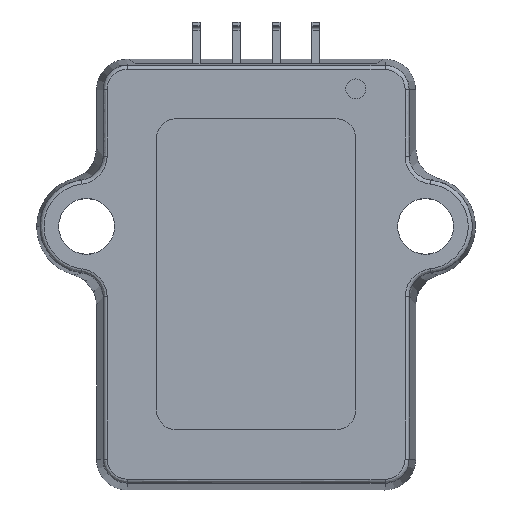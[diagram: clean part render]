
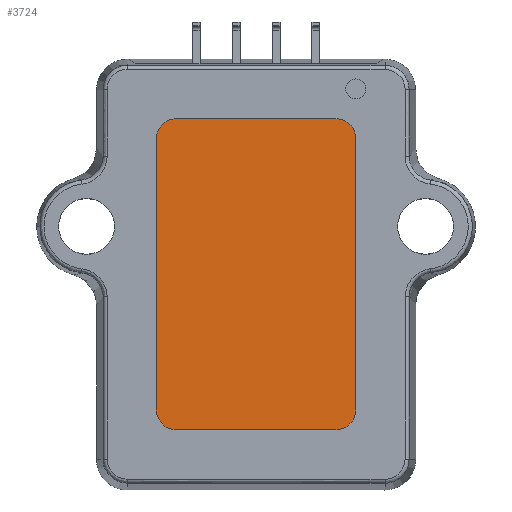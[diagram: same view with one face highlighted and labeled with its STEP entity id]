
A CAD part, top view. The second image highlights one B-rep face of the part: STEP entity #3724.
In plain terms, the highlighted planar face has unit normal (0, 0, 1).
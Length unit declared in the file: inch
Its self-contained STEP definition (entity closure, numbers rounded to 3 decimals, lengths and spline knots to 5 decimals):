
#359 = CARTESIAN_POINT ( 'NONE',  ( 2.21277, 1.34217, 0.895 ) ) ;
#479 = EDGE_CURVE ( 'NONE', #13600, #4468, #4524, .T. ) ;
#944 = EDGE_CURVE ( 'NONE', #4611, #7630, #5353, .T. ) ;
#967 = CARTESIAN_POINT ( 'NONE',  ( 1.76277, 2.07217, 0.895 ) ) ;
#1108 = AXIS2_PLACEMENT_3D ( 'NONE', #9051, #3767, #12592 ) ;
#1268 = CARTESIAN_POINT ( 'NONE',  ( 2.21277, 1.34217, 0.895 ) ) ;
#1521 = ORIENTED_EDGE ( 'NONE', *, *, #10690, .T. ) ;
#1726 = DIRECTION ( 'NONE',  ( 0., 1., 0. ) ) ;
#1794 = CIRCLE ( 'NONE', #8017, 0.05 ) ;
#1901 = LINE ( 'NONE', #2974, #10665 ) ;
#1943 = VECTOR ( 'NONE', #1726, 39.37008 ) ;
#2658 = CARTESIAN_POINT ( 'NONE',  ( 1.76277, 1.34217, 0.895 ) ) ;
#2974 = CARTESIAN_POINT ( 'NONE',  ( 1.76277, 2.07217, 0.895 ) ) ;
#3393 = LINE ( 'NONE', #5843, #9078 ) ;
#3466 = ORIENTED_EDGE ( 'NONE', *, *, #5554, .T. ) ;
#3561 = ORIENTED_EDGE ( 'NONE', *, *, #4990, .T. ) ;
#3724 = ADVANCED_FACE ( 'NONE', ( #4868 ), #12677, .T. ) ;
#3767 = DIRECTION ( 'NONE',  ( 0., 0., 1. ) ) ;
#3800 = ORIENTED_EDGE ( 'NONE', *, *, #6351, .T. ) ;
#3803 = DIRECTION ( 'NONE',  ( 0., 0., 1. ) ) ;
#3813 = DIRECTION ( 'NONE',  ( 0., 0., 1. ) ) ;
#3859 = DIRECTION ( 'NONE',  ( 1., 0., 0. ) ) ;
#4004 = DIRECTION ( 'NONE',  ( -1., 0., 0. ) ) ;
#4029 = VERTEX_POINT ( 'NONE', #967 ) ;
#4034 = VERTEX_POINT ( 'NONE', #5364 ) ;
#4438 = EDGE_LOOP ( 'NONE', ( #1521, #13718, #3561, #3800, #13557, #6246, #3466, #8610 ) ) ;
#4468 = VERTEX_POINT ( 'NONE', #6194 ) ;
#4524 = CIRCLE ( 'NONE', #11448, 0.05 ) ;
#4611 = VERTEX_POINT ( 'NONE', #12282 ) ;
#4868 = FACE_OUTER_BOUND ( 'NONE', #4438, .T. ) ;
#4900 = LINE ( 'NONE', #359, #1943 ) ;
#4990 = EDGE_CURVE ( 'NONE', #9183, #13401, #3393, .T. ) ;
#5353 = CIRCLE ( 'NONE', #9035, 0.05 ) ;
#5364 = CARTESIAN_POINT ( 'NONE',  ( 1.76277, 1.29217, 0.895 ) ) ;
#5554 = EDGE_CURVE ( 'NONE', #7630, #13600, #4900, .T. ) ;
#5621 = DIRECTION ( 'NONE',  ( 0., -1., 0. ) ) ;
#5839 = CARTESIAN_POINT ( 'NONE',  ( 2.16277, 1.34217, 0.895 ) ) ;
#5843 = CARTESIAN_POINT ( 'NONE',  ( 1.71277, 1.34217, 0.895 ) ) ;
#6194 = CARTESIAN_POINT ( 'NONE',  ( 2.16277, 2.07217, 0.895 ) ) ;
#6246 = ORIENTED_EDGE ( 'NONE', *, *, #944, .T. ) ;
#6351 = EDGE_CURVE ( 'NONE', #13401, #4034, #1794, .T. ) ;
#6956 = DIRECTION ( 'NONE',  ( -1., 0., 0. ) ) ;
#6968 = DIRECTION ( 'NONE',  ( -1., 0., 0. ) ) ;
#7090 = DIRECTION ( 'NONE',  ( -1., 0., 0. ) ) ;
#7489 = CARTESIAN_POINT ( 'NONE',  ( 1.71277, 1.34217, 0.895 ) ) ;
#7504 = CARTESIAN_POINT ( 'NONE',  ( 1.71277, 2.02217, 0.895 ) ) ;
#7630 = VERTEX_POINT ( 'NONE', #1268 ) ;
#7962 = CARTESIAN_POINT ( 'NONE',  ( 2.16277, 2.02217, 0.895 ) ) ;
#8017 = AXIS2_PLACEMENT_3D ( 'NONE', #2658, #3803, #7090 ) ;
#8610 = ORIENTED_EDGE ( 'NONE', *, *, #479, .T. ) ;
#9035 = AXIS2_PLACEMENT_3D ( 'NONE', #5839, #3813, #6956 ) ;
#9051 = CARTESIAN_POINT ( 'NONE',  ( 1.71277, 2.07217, 0.895 ) ) ;
#9078 = VECTOR ( 'NONE', #5621, 39.37008 ) ;
#9183 = VERTEX_POINT ( 'NONE', #7504 ) ;
#9447 = CARTESIAN_POINT ( 'NONE',  ( 1.76277, 2.02217, 0.895 ) ) ;
#10001 = CIRCLE ( 'NONE', #13902, 0.05 ) ;
#10065 = EDGE_CURVE ( 'NONE', #4029, #9183, #10001, .T. ) ;
#10654 = CARTESIAN_POINT ( 'NONE',  ( 1.76277, 1.29217, 0.895 ) ) ;
#10665 = VECTOR ( 'NONE', #10927, 39.37008 ) ;
#10690 = EDGE_CURVE ( 'NONE', #4468, #4029, #1901, .T. ) ;
#10927 = DIRECTION ( 'NONE',  ( -1., 0., 0. ) ) ;
#11206 = VECTOR ( 'NONE', #3859, 39.37008 ) ;
#11448 = AXIS2_PLACEMENT_3D ( 'NONE', #7962, #13517, #6968 ) ;
#11743 = DIRECTION ( 'NONE',  ( 0., 0., 1. ) ) ;
#12186 = CARTESIAN_POINT ( 'NONE',  ( 2.21277, 2.02217, 0.895 ) ) ;
#12282 = CARTESIAN_POINT ( 'NONE',  ( 2.16277, 1.29217, 0.895 ) ) ;
#12592 = DIRECTION ( 'NONE',  ( 1., 0., 0. ) ) ;
#12677 = PLANE ( 'NONE',  #1108 ) ;
#13240 = EDGE_CURVE ( 'NONE', #4034, #4611, #13743, .T. ) ;
#13401 = VERTEX_POINT ( 'NONE', #7489 ) ;
#13517 = DIRECTION ( 'NONE',  ( 0., 0., 1. ) ) ;
#13557 = ORIENTED_EDGE ( 'NONE', *, *, #13240, .T. ) ;
#13600 = VERTEX_POINT ( 'NONE', #12186 ) ;
#13718 = ORIENTED_EDGE ( 'NONE', *, *, #10065, .T. ) ;
#13743 = LINE ( 'NONE', #10654, #11206 ) ;
#13902 = AXIS2_PLACEMENT_3D ( 'NONE', #9447, #11743, #4004 ) ;
